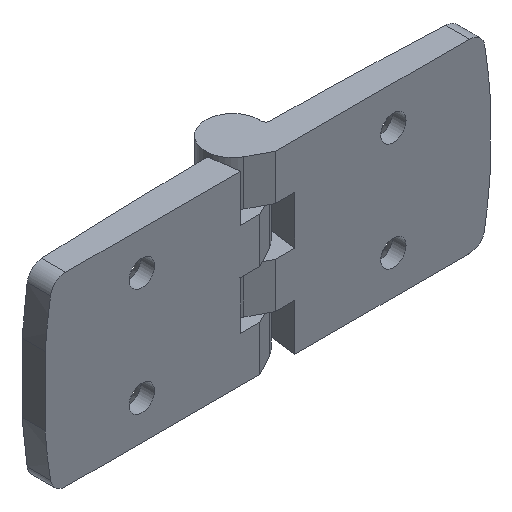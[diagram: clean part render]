
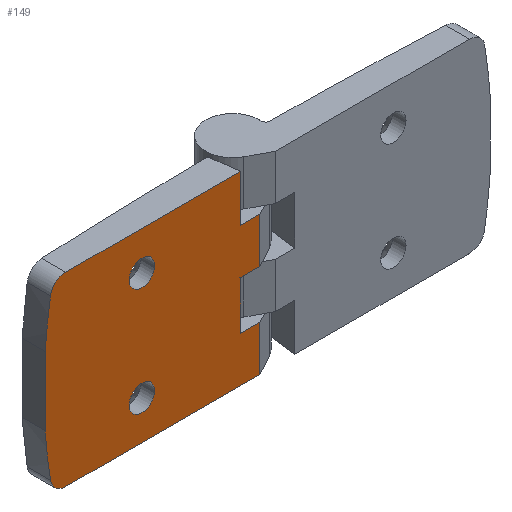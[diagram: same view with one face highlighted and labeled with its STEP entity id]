
A CAD part, isometric view. The second image highlights one B-rep face of the part: STEP entity #149.
In plain terms, the highlighted planar face has unit normal (0, -1, 0).
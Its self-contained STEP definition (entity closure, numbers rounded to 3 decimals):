
#149 = ADVANCED_FACE( '', ( #328, #329, #330 ), #331, .F. );
#328 = FACE_BOUND( '', #525, .T. );
#329 = FACE_BOUND( '', #526, .T. );
#330 = FACE_OUTER_BOUND( '', #527, .T. );
#331 = PLANE( '', #528 );
#525 = EDGE_LOOP( '', ( #909 ) );
#526 = EDGE_LOOP( '', ( #910 ) );
#527 = EDGE_LOOP( '', ( #911, #912, #913, #914, #915, #916, #917, #918, #919, #920, #921, #922, #923, #924 ) );
#528 = AXIS2_PLACEMENT_3D( '', #925, #926, #927 );
#909 = ORIENTED_EDGE( '', *, *, #1248, .T. );
#910 = ORIENTED_EDGE( '', *, *, #1194, .T. );
#911 = ORIENTED_EDGE( '', *, *, #1249, .F. );
#912 = ORIENTED_EDGE( '', *, *, #1220, .F. );
#913 = ORIENTED_EDGE( '', *, *, #1250, .T. );
#914 = ORIENTED_EDGE( '', *, *, #1251, .F. );
#915 = ORIENTED_EDGE( '', *, *, #1136, .F. );
#916 = ORIENTED_EDGE( '', *, *, #1127, .T. );
#917 = ORIENTED_EDGE( '', *, *, #1214, .F. );
#918 = ORIENTED_EDGE( '', *, *, #1244, .F. );
#919 = ORIENTED_EDGE( '', *, *, #1197, .F. );
#920 = ORIENTED_EDGE( '', *, *, #1178, .T. );
#921 = ORIENTED_EDGE( '', *, *, #1099, .F. );
#922 = ORIENTED_EDGE( '', *, *, #1252, .F. );
#923 = ORIENTED_EDGE( '', *, *, #1092, .F. );
#924 = ORIENTED_EDGE( '', *, *, #1160, .F. );
#925 = CARTESIAN_POINT( '', ( -57.5, -9., 24. ) );
#926 = DIRECTION( '', ( 0., 1., 0. ) );
#927 = DIRECTION( '', ( 0., 0., 1. ) );
#1092 = EDGE_CURVE( '', #1286, #1288, #1289, .T. );
#1099 = EDGE_CURVE( '', #1297, #1300, #1301, .T. );
#1127 = EDGE_CURVE( '', #1351, #1352, #1353, .T. );
#1136 = EDGE_CURVE( '', #1351, #1368, #1369, .T. );
#1160 = EDGE_CURVE( '', #1409, #1286, #1412, .T. );
#1178 = EDGE_CURVE( '', #1436, #1300, #1437, .T. );
#1194 = EDGE_CURVE( '', #1460, #1460, #1461, .T. );
#1197 = EDGE_CURVE( '', #1436, #1465, #1466, .T. );
#1214 = EDGE_CURVE( '', #1485, #1352, #1488, .T. );
#1220 = EDGE_CURVE( '', #1495, #1497, #1498, .T. );
#1244 = EDGE_CURVE( '', #1465, #1485, #1531, .T. );
#1248 = EDGE_CURVE( '', #1535, #1535, #1536, .T. );
#1249 = EDGE_CURVE( '', #1497, #1409, #1537, .T. );
#1250 = EDGE_CURVE( '', #1495, #1538, #1539, .T. );
#1251 = EDGE_CURVE( '', #1368, #1538, #1540, .T. );
#1252 = EDGE_CURVE( '', #1288, #1297, #1541, .T. );
#1286 = VERTEX_POINT( '', #1578 );
#1288 = VERTEX_POINT( '', #1581 );
#1289 = LINE( '', #1582, #1583 );
#1297 = VERTEX_POINT( '', #1592 );
#1300 = VERTEX_POINT( '', #1596 );
#1301 = LINE( '', #1597, #1598 );
#1351 = VERTEX_POINT( '', #1749 );
#1352 = VERTEX_POINT( '', #1750 );
#1353 = LINE( '', #1751, #1752 );
#1368 = VERTEX_POINT( '', #1785 );
#1369 = CIRCLE( '', #1786, 4. );
#1409 = VERTEX_POINT( '', #1956 );
#1412 = LINE( '', #1960, #1961 );
#1436 = VERTEX_POINT( '', #1992 );
#1437 = LINE( '', #1993, #1994 );
#1460 = VERTEX_POINT( '', #2022 );
#1461 = CIRCLE( '', #2023, 3.3 );
#1465 = VERTEX_POINT( '', #2028 );
#1466 = LINE( '', #2029, #2030 );
#1485 = VERTEX_POINT( '', #2057 );
#1488 = LINE( '', #2061, #2062 );
#1495 = VERTEX_POINT( '', #2073 );
#1497 = VERTEX_POINT( '', #2076 );
#1498 = CIRCLE( '', #2077, 125.64 );
#1531 = LINE( '', #2304, #2305 );
#1535 = VERTEX_POINT( '', #2309 );
#1536 = CIRCLE( '', #2310, 3.3 );
#1537 = CIRCLE( '', #2311, 4. );
#1538 = VERTEX_POINT( '', #2312 );
#1539 = LINE( '', #2313, #2314 );
#1540 = CIRCLE( '', #2315, 125.64 );
#1541 = LINE( '', #2316, #2317 );
#1578 = CARTESIAN_POINT( '', ( -7., -9., 24. ) );
#1581 = CARTESIAN_POINT( '', ( -7., -9., 11.9 ) );
#1582 = CARTESIAN_POINT( '', ( -7., -9., 24.4 ) );
#1583 = VECTOR( '', #2358, 1000. );
#1592 = CARTESIAN_POINT( '', ( -2., -9., 11.9 ) );
#1596 = CARTESIAN_POINT( '', ( -2., -9., 0.2 ) );
#1597 = CARTESIAN_POINT( '', ( -2., -9., 24. ) );
#1598 = VECTOR( '', #2367, 1000. );
#1749 = CARTESIAN_POINT( '', ( -52.158, -9., -24. ) );
#1750 = CARTESIAN_POINT( '', ( -2., -9., -24. ) );
#1751 = CARTESIAN_POINT( '', ( -57.5, -9., -24. ) );
#1752 = VECTOR( '', #2402, 1000. );
#1785 = CARTESIAN_POINT( '', ( -56.104, -9., -20.658 ) );
#1786 = AXIS2_PLACEMENT_3D( '', #2415, #2416, #2417 );
#1956 = CARTESIAN_POINT( '', ( -52.158, -9., 24. ) );
#1960 = CARTESIAN_POINT( '', ( -57.5, -9., 24. ) );
#1961 = VECTOR( '', #2443, 1000. );
#1992 = CARTESIAN_POINT( '', ( -7., -9., 0.2 ) );
#1993 = CARTESIAN_POINT( '', ( -7., -9., 0.2 ) );
#1994 = VECTOR( '', #2469, 1000. );
#2022 = CARTESIAN_POINT( '', ( -32.5, -9., 17.3 ) );
#2023 = AXIS2_PLACEMENT_3D( '', #2493, #2494, #2495 );
#2028 = CARTESIAN_POINT( '', ( -7., -9., -12.3 ) );
#2029 = CARTESIAN_POINT( '', ( -7., -9., 0.2 ) );
#2030 = VECTOR( '', #2497, 1000. );
#2057 = CARTESIAN_POINT( '', ( -2., -9., -12.3 ) );
#2061 = CARTESIAN_POINT( '', ( -2., -9., 24. ) );
#2062 = VECTOR( '', #2513, 1000. );
#2073 = CARTESIAN_POINT( '', ( -57.5, -9., 8.871 ) );
#2076 = CARTESIAN_POINT( '', ( -56.104, -9., 20.658 ) );
#2077 = AXIS2_PLACEMENT_3D( '', #2516, #2517, #2518 );
#2304 = CARTESIAN_POINT( '', ( -7., -9., -12.3 ) );
#2305 = VECTOR( '', #2547, 1000. );
#2309 = CARTESIAN_POINT( '', ( -32.5, -9., -10.7 ) );
#2310 = AXIS2_PLACEMENT_3D( '', #2551, #2552, #2553 );
#2311 = AXIS2_PLACEMENT_3D( '', #2554, #2555, #2556 );
#2312 = CARTESIAN_POINT( '', ( -57.5, -9., -8.871 ) );
#2313 = CARTESIAN_POINT( '', ( -57.5, -9., 24. ) );
#2314 = VECTOR( '', #2557, 1000. );
#2315 = AXIS2_PLACEMENT_3D( '', #2558, #2559, #2560 );
#2316 = CARTESIAN_POINT( '', ( -7., -9., 11.9 ) );
#2317 = VECTOR( '', #2561, 1000. );
#2358 = DIRECTION( '', ( 0., 0., -1. ) );
#2367 = DIRECTION( '', ( 0., 0., -1. ) );
#2402 = DIRECTION( '', ( 1., 0., 0. ) );
#2415 = CARTESIAN_POINT( '', ( -52.158, -9., -20. ) );
#2416 = DIRECTION( '', ( 0., 1., 0. ) );
#2417 = DIRECTION( '', ( 1., 0., 0. ) );
#2443 = DIRECTION( '', ( 1., 0., 0. ) );
#2469 = DIRECTION( '', ( 1., 0., 0. ) );
#2493 = CARTESIAN_POINT( '', ( -32.5, -9., 14. ) );
#2494 = DIRECTION( '', ( 0., 1., 0. ) );
#2495 = DIRECTION( '', ( 0., 0., 1. ) );
#2497 = DIRECTION( '', ( 0., 0., -1. ) );
#2513 = DIRECTION( '', ( 0., 0., -1. ) );
#2516 = CARTESIAN_POINT( '', ( 67.827, -9., 0. ) );
#2517 = DIRECTION( '', ( 0., 1., 0. ) );
#2518 = DIRECTION( '', ( 1., 0., 0. ) );
#2547 = DIRECTION( '', ( 1., 0., 0. ) );
#2551 = CARTESIAN_POINT( '', ( -32.5, -9., -14. ) );
#2552 = DIRECTION( '', ( 0., 1., 0. ) );
#2553 = DIRECTION( '', ( 0., 0., 1. ) );
#2554 = CARTESIAN_POINT( '', ( -52.158, -9., 20. ) );
#2555 = DIRECTION( '', ( 0., 1., 0. ) );
#2556 = DIRECTION( '', ( 1., 0., 0. ) );
#2557 = DIRECTION( '', ( 0., 0., -1. ) );
#2558 = CARTESIAN_POINT( '', ( 67.827, -9., 0. ) );
#2559 = DIRECTION( '', ( 0., 1., 0. ) );
#2560 = DIRECTION( '', ( 1., 0., 0. ) );
#2561 = DIRECTION( '', ( 1., 0., 0. ) );
